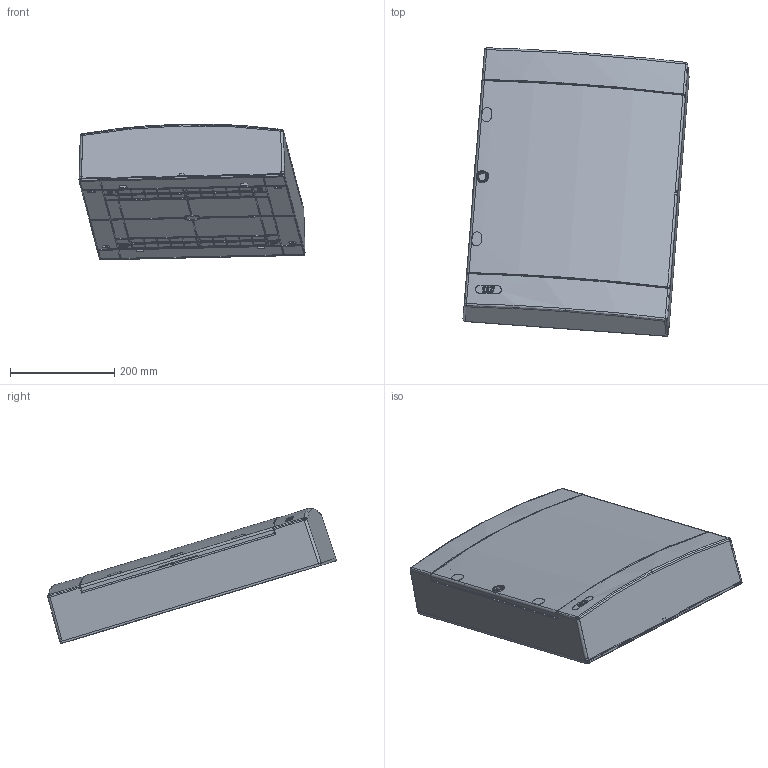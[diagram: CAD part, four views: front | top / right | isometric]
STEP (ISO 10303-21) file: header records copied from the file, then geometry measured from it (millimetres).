
FILE_DESCRIPTION((''),'2;1');
FILE_NAME('001101301_3DFILE_ASM','2024-08-12T12:05:23',('klemen.sitar'),('Audax d.o.o.'),'CREO PARAMETRIC BY PTC INC, 2021304','CREO PARAMETRIC BY PTC INC, 2021304','');
FILE_SCHEMA(('AP242_MANAGED_MODEL_BASED_3D_ENGINEERING_MIM_LF { 1 0 10303 442 1 1 4 }'));
Products named in the file (17): FRONT_ECT_3X18_1_2_3; PIN_1_2_3_4_5_6_7_8_9; ETI_LOGO_1_2_3_4_5_6_7_8_9_1__1; ETI_LOGO_1_2_3_4_5_6_7_8_9_1__2; ETI_LOGO_1_2_3_4_5_6_7_8_9_1__3; ETI_LOGO_1_2_3_4_5_6_7_8_9_1_11_ASM; TH_18_RAIL_1_2; ECT_3X18_PO_MEDIA_EMPTY_ASM; 001101312_3DFILE_ASM; VRATA__N3X18C__1_2_1; DNO_N3X18-C_1; IT_TABLA_N3X18C_ASM_1_ASM; ETI_LOGO_1_1_1_1_1_2_3_4_5_1; ETI_LOGO_2_1_1_1_1_2_3_4_5_1; ETI_LOGO_3_1_1_1_1_2_3_4_5_1; ECT_3X18_MEDIA_PO_ASM; 001101301_3DFILE_ASM
Assembly tree (19 placements, depth 5):
  001101301_3DFILE_ASM
    001101312_3DFILE_ASM
      ECT_3X18_PO_MEDIA_EMPTY_ASM
        FRONT_ECT_3X18_1_2_3
        PIN_1_2_3_4_5_6_7_8_9  x4
        ETI_LOGO_1_2_3_4_5_6_7_8_9_1_11_ASM
          ETI_LOGO_1_2_3_4_5_6_7_8_9_1__1
          ETI_LOGO_1_2_3_4_5_6_7_8_9_1__2
          ETI_LOGO_1_2_3_4_5_6_7_8_9_1__3
        TH_18_RAIL_1_2
    ECT_3X18_MEDIA_PO_ASM
      IT_TABLA_N3X18C_ASM_1_ASM
        VRATA__N3X18C__1_2_1
        DNO_N3X18-C_1
      ETI_LOGO_1_1_1_1_1_2_3_4_5_1
      ETI_LOGO_2_1_1_1_1_2_3_4_5_1
      ETI_LOGO_3_1_1_1_1_2_3_4_5_1
Bounding box: 433.89 x 553.82 x 260.42 mm (x, y, z)
Volume: 1603352.8 mm3; surface area: 1464575.2 mm2
Topology: 14 solids, 14 shells, 3089 faces, 8572 edges, 5649 vertices
Faces by surface type: plane 2069, cylinder 717, cone 283, extrusion 6, torus 6, bspline 4, sphere 4
Entity records: 143901 total; most frequent: CARTESIAN_POINT 19685, ORIENTED_EDGE 16524, DIRECTION 15893, PRESENTATION_STYLE_ASSIGNMENT 11184, STYLED_ITEM 11184, CURVE_STYLE 8268, EDGE_CURVE 8262, VECTOR 5479
